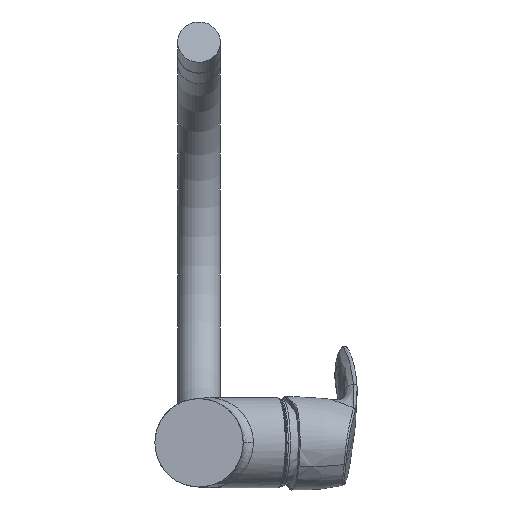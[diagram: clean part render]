
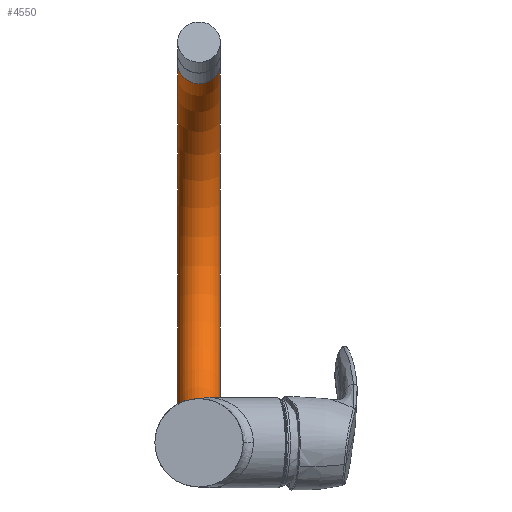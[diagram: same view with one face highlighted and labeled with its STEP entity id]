
A CAD part, front view. The second image highlights one B-rep face of the part: STEP entity #4550.
In plain terms, the highlighted toroidal (fillet/blend) face has major radius 104.085 mm and minor radius 11.4 mm.
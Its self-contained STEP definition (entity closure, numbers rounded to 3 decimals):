
#626 = EDGE_CURVE ( 'NONE', #3078, #3078, #3930, .T. ) ;
#1529 = ORIENTED_EDGE ( 'NONE', *, *, #626, .T. ) ;
#1960 = VERTEX_POINT ( 'NONE', #2548 ) ;
#2419 = FACE_OUTER_BOUND ( 'NONE', #10814, .T. ) ;
#2548 = CARTESIAN_POINT ( 'NONE',  ( 0., 239.315, -11.4 ) ) ;
#2661 = TOROIDAL_SURFACE ( 'NONE', #7239, 104.085, 11.4 ) ;
#2799 = FACE_OUTER_BOUND ( 'NONE', #9188, .T. ) ;
#3078 = VERTEX_POINT ( 'NONE', #8752 ) ;
#3764 = CIRCLE ( 'NONE', #4711, 11.4 ) ;
#3930 = CIRCLE ( 'NONE', #9554, 11.4 ) ;
#4396 = DIRECTION ( 'NONE',  ( 0., -1., 0. ) ) ;
#4524 = ORIENTED_EDGE ( 'NONE', *, *, #10018, .F. ) ;
#4550 = ADVANCED_FACE ( 'NONE', ( #2799, #2419 ), #2661, .T. ) ;
#4711 = AXIS2_PLACEMENT_3D ( 'NONE', #9668, #4396, #10467 ) ;
#7239 = AXIS2_PLACEMENT_3D ( 'NONE', #11242, #11181, #10575 ) ;
#8346 = DIRECTION ( 'NONE',  ( 0., 0.94, -0.342 ) ) ;
#8357 = CARTESIAN_POINT ( 'NONE',  ( 0., 274.914, 201.894 ) ) ;
#8382 = DIRECTION ( 'NONE',  ( 0., 0.342, 0.94 ) ) ;
#8752 = CARTESIAN_POINT ( 'NONE',  ( 0., 278.813, 212.606 ) ) ;
#9188 = EDGE_LOOP ( 'NONE', ( #1529 ) ) ;
#9554 = AXIS2_PLACEMENT_3D ( 'NONE', #8357, #8346, #8382 ) ;
#9668 = CARTESIAN_POINT ( 'NONE',  ( 0., 239.315, 0. ) ) ;
#10018 = EDGE_CURVE ( 'NONE', #1960, #1960, #3764, .T. ) ;
#10467 = DIRECTION ( 'NONE',  ( 0., 0., -1. ) ) ;
#10575 = DIRECTION ( 'NONE',  ( 0., 1., 0. ) ) ;
#10814 = EDGE_LOOP ( 'NONE', ( #4524 ) ) ;
#11181 = DIRECTION ( 'NONE',  ( -1., 0., 0. ) ) ;
#11242 = CARTESIAN_POINT ( 'NONE',  ( 0., 239.315, 104.085 ) ) ;
